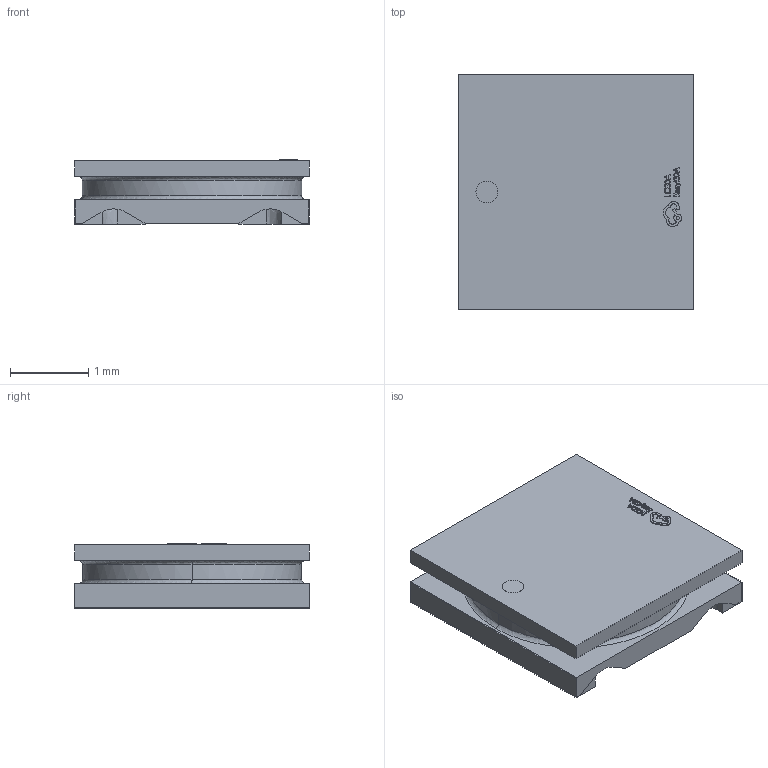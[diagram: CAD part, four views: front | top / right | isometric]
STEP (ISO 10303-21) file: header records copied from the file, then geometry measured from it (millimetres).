
FILE_DESCRIPTION (( 'STEP AP214' ), '1' );
FILE_NAME ('IND-SMD_L3.0-W3.0_LQH3NPN.step', '2022-07-09T00:03:19', ( '' ), ( '' ), 'SwSTEP 2.0', 'SolidWorks 2020', '' );
FILE_SCHEMA (( 'AUTOMOTIVE_DESIGN' ));
Length unit declared in the file: millimetre
Products named in the file (1): IND-SMD_L3.0-W3.0_LQH3NPN
Bounding box: 3 x 3 x 0.82 mm (x, y, z)
Volume: 6.3 mm3; surface area: 46.3 mm2
Topology: 3 solids, 3 shells, 348 faces, 931 edges, 618 vertices
Faces by surface type: plane 218, bspline 120, cylinder 10
Entity records: 16418 total; most frequent: CARTESIAN_POINT 4717, ORIENTED_EDGE 1862, DIRECTION 1149, EDGE_CURVE 931, VECTOR 659, LINE 659, VERTEX_POINT 618, EDGE_LOOP 377
